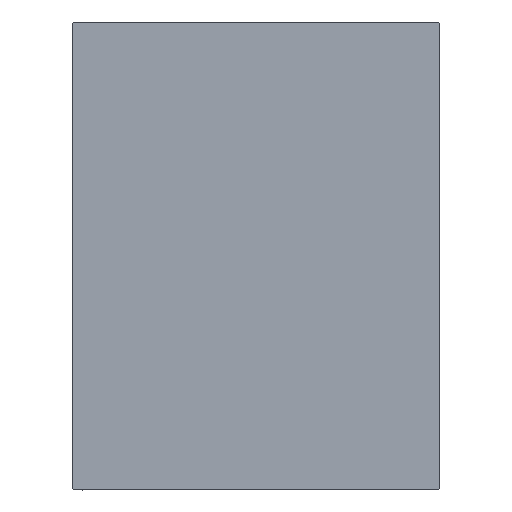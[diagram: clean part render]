
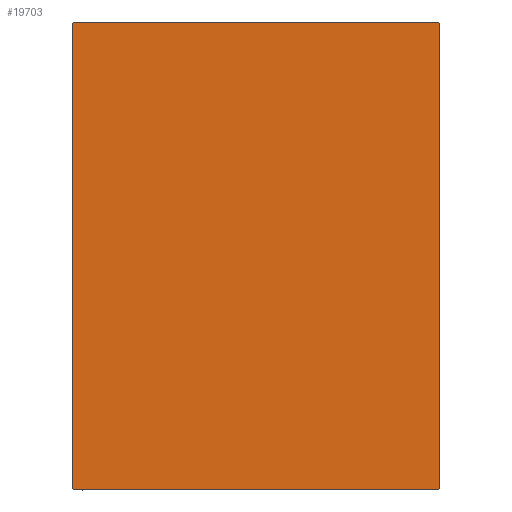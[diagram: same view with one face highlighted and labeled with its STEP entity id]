
A CAD part, left-side view. The second image highlights one B-rep face of the part: STEP entity #19703.
In plain terms, the highlighted face is planar.
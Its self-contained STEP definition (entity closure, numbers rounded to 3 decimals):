
#437 = VERTEX_POINT ( 'NONE', #9400 ) ;
#2005 = LINE ( 'NONE', #23411, #11995 ) ;
#2117 = CARTESIAN_POINT ( 'NONE',  ( 213., 55., 69.7 ) ) ;
#2124 = EDGE_CURVE ( 'NONE', #27182, #28609, #8267, .T. ) ;
#5873 = LINE ( 'NONE', #26845, #6574 ) ;
#5899 = CARTESIAN_POINT ( 'NONE',  ( 213., 54.7, 70. ) ) ;
#6418 = EDGE_CURVE ( 'NONE', #14449, #30476, #43913, .T. ) ;
#6574 = VECTOR ( 'NONE', #9714, 1000. ) ;
#6749 = CARTESIAN_POINT ( 'NONE',  ( 213., 55., 70. ) ) ;
#7067 = ORIENTED_EDGE ( 'NONE', *, *, #18673, .T. ) ;
#8267 = LINE ( 'NONE', #27905, #21283 ) ;
#9378 = VERTEX_POINT ( 'NONE', #18577 ) ;
#9400 = CARTESIAN_POINT ( 'NONE',  ( 213., 54.7, -70. ) ) ;
#9714 = DIRECTION ( 'NONE',  ( 0., 1., 0. ) ) ;
#9908 = ORIENTED_EDGE ( 'NONE', *, *, #23353, .T. ) ;
#9926 = DIRECTION ( 'NONE',  ( 0., 0.707, 0.707 ) ) ;
#10655 = ORIENTED_EDGE ( 'NONE', *, *, #37461, .T. ) ;
#11047 = LINE ( 'NONE', #42201, #13270 ) ;
#11781 = CARTESIAN_POINT ( 'NONE',  ( 213., 55., -69.7 ) ) ;
#11995 = VECTOR ( 'NONE', #19800, 1000. ) ;
#12291 = CARTESIAN_POINT ( 'NONE',  ( 213., 62.35, 62.35 ) ) ;
#12813 = DIRECTION ( 'NONE',  ( 0., -1., 0. ) ) ;
#12970 = DIRECTION ( 'NONE',  ( 0., -0.707, 0.707 ) ) ;
#13270 = VECTOR ( 'NONE', #42647, 1000. ) ;
#14449 = VERTEX_POINT ( 'NONE', #2117 ) ;
#16115 = VECTOR ( 'NONE', #29583, 1000. ) ;
#18022 = EDGE_LOOP ( 'NONE', ( #35753, #9908, #7067, #26382, #10655, #20622, #25338, #35439 ) ) ;
#18577 = CARTESIAN_POINT ( 'NONE',  ( 213., -54.7, -70. ) ) ;
#18673 = EDGE_CURVE ( 'NONE', #22439, #14449, #2005, .T. ) ;
#19703 = ADVANCED_FACE ( 'NONE', ( #34715 ), #34272, .T. ) ;
#19800 = DIRECTION ( 'NONE',  ( 0., 0., 1. ) ) ;
#20476 = CARTESIAN_POINT ( 'NONE',  ( 213., 0., 0. ) ) ;
#20622 = ORIENTED_EDGE ( 'NONE', *, *, #30695, .T. ) ;
#21283 = VECTOR ( 'NONE', #38313, 1000. ) ;
#22439 = VERTEX_POINT ( 'NONE', #11781 ) ;
#22769 = AXIS2_PLACEMENT_3D ( 'NONE', #20476, #38330, #35152 ) ;
#23353 = EDGE_CURVE ( 'NONE', #437, #22439, #37005, .T. ) ;
#23411 = CARTESIAN_POINT ( 'NONE',  ( 213., 55., -70. ) ) ;
#24845 = CARTESIAN_POINT ( 'NONE',  ( 213., -55., -69.7 ) ) ;
#25338 = ORIENTED_EDGE ( 'NONE', *, *, #2124, .T. ) ;
#26382 = ORIENTED_EDGE ( 'NONE', *, *, #6418, .T. ) ;
#26845 = CARTESIAN_POINT ( 'NONE',  ( 213., -55., -70. ) ) ;
#26869 = LINE ( 'NONE', #36588, #16115 ) ;
#27162 = CARTESIAN_POINT ( 'NONE',  ( 213., -55., 69.7 ) ) ;
#27182 = VERTEX_POINT ( 'NONE', #27162 ) ;
#27497 = CARTESIAN_POINT ( 'NONE',  ( 213., 62.35, -62.35 ) ) ;
#27905 = CARTESIAN_POINT ( 'NONE',  ( 213., -55., 70. ) ) ;
#28609 = VERTEX_POINT ( 'NONE', #24845 ) ;
#29583 = DIRECTION ( 'NONE',  ( 0., 0.707, -0.707 ) ) ;
#30476 = VERTEX_POINT ( 'NONE', #5899 ) ;
#30510 = EDGE_CURVE ( 'NONE', #28609, #9378, #26869, .T. ) ;
#30695 = EDGE_CURVE ( 'NONE', #35075, #27182, #11047, .T. ) ;
#30731 = CARTESIAN_POINT ( 'NONE',  ( 213., -54.7, 70. ) ) ;
#32440 = VECTOR ( 'NONE', #9926, 1000. ) ;
#34272 = PLANE ( 'NONE',  #22769 ) ;
#34715 = FACE_OUTER_BOUND ( 'NONE', #18022, .T. ) ;
#35075 = VERTEX_POINT ( 'NONE', #30731 ) ;
#35152 = DIRECTION ( 'NONE',  ( 0., 0., -1. ) ) ;
#35439 = ORIENTED_EDGE ( 'NONE', *, *, #30510, .T. ) ;
#35753 = ORIENTED_EDGE ( 'NONE', *, *, #36504, .T. ) ;
#35998 = VECTOR ( 'NONE', #12813, 1000. ) ;
#36504 = EDGE_CURVE ( 'NONE', #9378, #437, #5873, .T. ) ;
#36588 = CARTESIAN_POINT ( 'NONE',  ( 213., -62.35, -62.35 ) ) ;
#37005 = LINE ( 'NONE', #27497, #32440 ) ;
#37461 = EDGE_CURVE ( 'NONE', #30476, #35075, #43769, .T. ) ;
#38313 = DIRECTION ( 'NONE',  ( 0., 0., -1. ) ) ;
#38330 = DIRECTION ( 'NONE',  ( 1., 0., 0. ) ) ;
#42201 = CARTESIAN_POINT ( 'NONE',  ( 213., -62.35, 62.35 ) ) ;
#42647 = DIRECTION ( 'NONE',  ( 0., -0.707, -0.707 ) ) ;
#43769 = LINE ( 'NONE', #6749, #35998 ) ;
#43913 = LINE ( 'NONE', #12291, #44559 ) ;
#44559 = VECTOR ( 'NONE', #12970, 1000. ) ;
